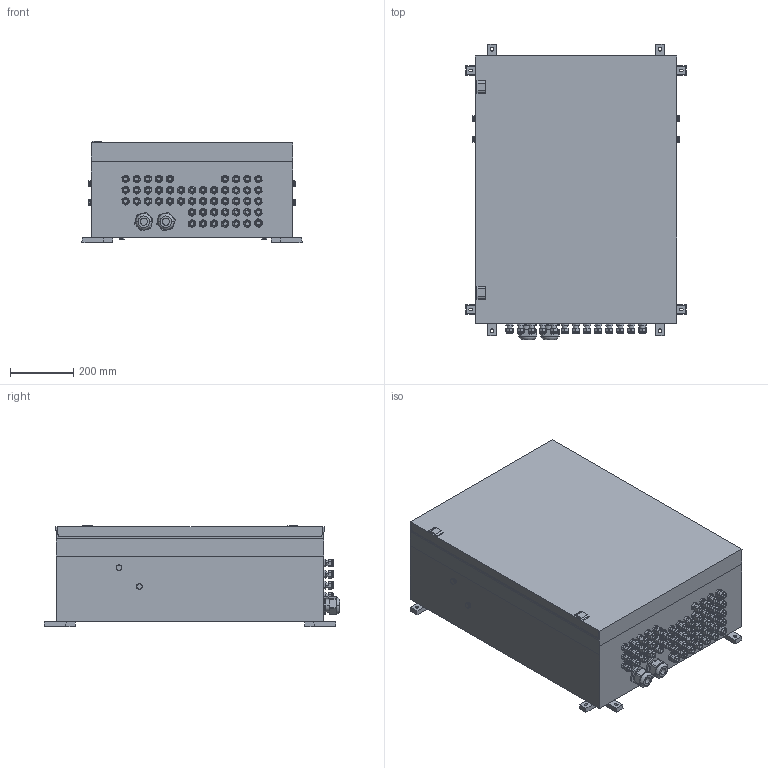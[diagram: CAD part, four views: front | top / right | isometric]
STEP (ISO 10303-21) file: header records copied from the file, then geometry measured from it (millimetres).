
FILE_DESCRIPTION(('CATIA V5 STEP Exchange','CAx-IF Rec.Pracs.--- Model Styling and Organization---1.4--- 2014-01-23'),'2;1');
FILE_NAME ('D1575643_0_8000068263_S3D_PV_224S0F4CXXV0O0TXPX15PWW.stp','2023-05-26T10:13:44+00:00',('none'),('Weidmueller'),'CATIA Version 5-6 Release 2016 SP3 HF44','CATIA V5 STEP AP214','none');
FILE_SCHEMA(('AUTOMOTIVE_DESIGN { 1 0 10303 214 1 1 1 1 }'));
Products named in the file (1): S3D_PV_224S0F4CXXV0O0TXPX15PWW
Bounding box: 695.57 x 933.18 x 319.5 mm (x, y, z)
Volume: 162186701 mm3; surface area: 2277494.1 mm2
Topology: 60 solids, 60 shells, 2641 faces, 7201 edges, 4800 vertices
Faces by surface type: plane 1380, cylinder 767, extrusion 304, torus 122, cone 60, bspline 8
Entity records: 91532 total; most frequent: CARTESIAN_POINT 27986, ORIENTED_EDGE 14386, DIRECTION 9046, EDGE_CURVE 7193, VERTEX_POINT 4800, VECTOR 3849, AXIS2_PLACEMENT_3D 3552, LINE 3545
